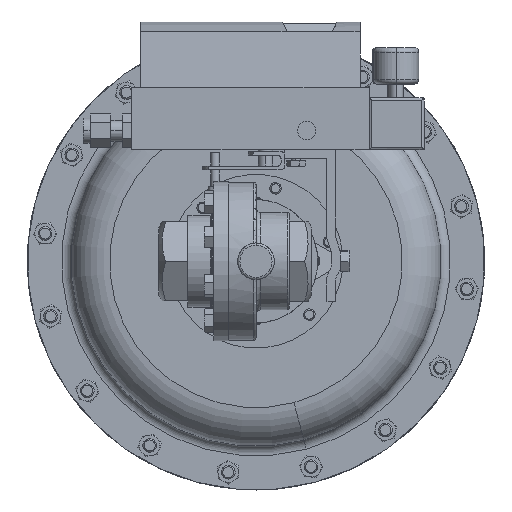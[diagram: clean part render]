
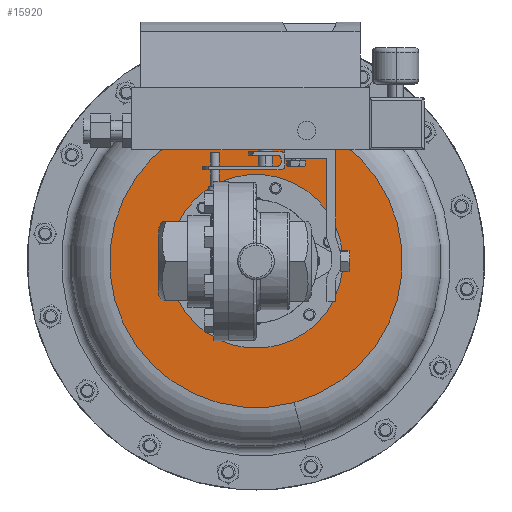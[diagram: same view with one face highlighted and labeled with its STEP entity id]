
A CAD part, front view. The second image highlights one B-rep face of the part: STEP entity #15920.
In plain terms, the highlighted planar face has unit normal (0, -1, 0).
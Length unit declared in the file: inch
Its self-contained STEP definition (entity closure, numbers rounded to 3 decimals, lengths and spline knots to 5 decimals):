
#570 = DIRECTION ( 'NONE',  ( -0.259, 0., 0.966 ) ) ;
#949 = DIRECTION ( 'NONE',  ( 0., -1., 0. ) ) ;
#1086 = PLANE ( 'NONE',  #21937 ) ;
#1497 = AXIS2_PLACEMENT_3D ( 'NONE', #10447, #33472, #13747 ) ;
#3135 = DIRECTION ( 'NONE',  ( -0.707, 0., -0.707 ) ) ;
#4567 = CARTESIAN_POINT ( 'NONE',  ( 1.52663, 9.93332, 4.03194 ) ) ;
#6588 = EDGE_LOOP ( 'NONE', ( #38470, #32934 ) ) ;
#7109 = VERTEX_POINT ( 'NONE', #38939 ) ;
#7814 = DIRECTION ( 'NONE',  ( 0.259, 0., -0.966 ) ) ;
#8690 = AXIS2_PLACEMENT_3D ( 'NONE', #38987, #19208, #42350 ) ;
#8730 = CARTESIAN_POINT ( 'NONE',  ( 3.20601, 9.93332, 5.71132 ) ) ;
#9684 = VERTEX_POINT ( 'NONE', #39495 ) ;
#10447 = CARTESIAN_POINT ( 'NONE',  ( 1.52663, 9.93332, 4.03194 ) ) ;
#13747 = DIRECTION ( 'NONE',  ( -0.707, 0., -0.707 ) ) ;
#15920 = ADVANCED_FACE ( 'NONE', ( #16147, #33669 ), #1086, .T. ) ;
#15951 = CARTESIAN_POINT ( 'NONE',  ( -2.33707, 9.93332, 2.99667 ) ) ;
#16147 = FACE_OUTER_BOUND ( 'NONE', #24793, .T. ) ;
#17893 = CIRCLE ( 'NONE', #8690, 4. ) ;
#18199 = VERTEX_POINT ( 'NONE', #37338 ) ;
#19208 = DIRECTION ( 'NONE',  ( 0., 1., 0. ) ) ;
#19934 = AXIS2_PLACEMENT_3D ( 'NONE', #4567, #27511, #7814 ) ;
#21440 = AXIS2_PLACEMENT_3D ( 'NONE', #42593, #22698, #3135 ) ;
#21471 = ORIENTED_EDGE ( 'NONE', *, *, #23098, .F. ) ;
#21937 = AXIS2_PLACEMENT_3D ( 'NONE', #15951, #949, #570 ) ;
#22259 = CIRCLE ( 'NONE', #19934, 4. ) ;
#22698 = DIRECTION ( 'NONE',  ( 0., 1., 0. ) ) ;
#22725 = VERTEX_POINT ( 'NONE', #8730 ) ;
#23098 = EDGE_CURVE ( 'NONE', #18199, #7109, #22259, .T. ) ;
#24793 = EDGE_LOOP ( 'NONE', ( #21471, #33326 ) ) ;
#27511 = DIRECTION ( 'NONE',  ( 0., 1., 0. ) ) ;
#27662 = EDGE_CURVE ( 'NONE', #7109, #18199, #17893, .T. ) ;
#32713 = EDGE_CURVE ( 'NONE', #22725, #9684, #33719, .T. ) ;
#32934 = ORIENTED_EDGE ( 'NONE', *, *, #33491, .T. ) ;
#33326 = ORIENTED_EDGE ( 'NONE', *, *, #27662, .F. ) ;
#33472 = DIRECTION ( 'NONE',  ( 0., 1., 0. ) ) ;
#33491 = EDGE_CURVE ( 'NONE', #9684, #22725, #42087, .T. ) ;
#33669 = FACE_BOUND ( 'NONE', #6588, .T. ) ;
#33719 = CIRCLE ( 'NONE', #21440, 2.375 ) ;
#37338 = CARTESIAN_POINT ( 'NONE',  ( 2.56191, 9.93332, 0.16824 ) ) ;
#38470 = ORIENTED_EDGE ( 'NONE', *, *, #32713, .T. ) ;
#38939 = CARTESIAN_POINT ( 'NONE',  ( 0.49135, 9.93332, 7.89565 ) ) ;
#38987 = CARTESIAN_POINT ( 'NONE',  ( 1.52663, 9.93332, 4.03194 ) ) ;
#39495 = CARTESIAN_POINT ( 'NONE',  ( -0.15275, 9.93332, 2.35256 ) ) ;
#42087 = CIRCLE ( 'NONE', #1497, 2.375 ) ;
#42350 = DIRECTION ( 'NONE',  ( 0.259, 0., -0.966 ) ) ;
#42593 = CARTESIAN_POINT ( 'NONE',  ( 1.52663, 9.93332, 4.03194 ) ) ;
